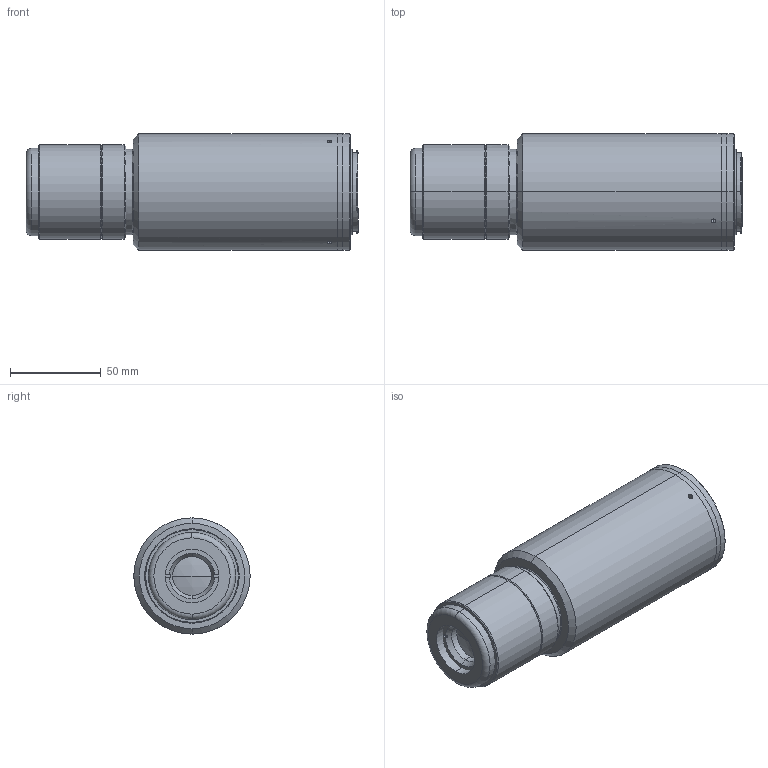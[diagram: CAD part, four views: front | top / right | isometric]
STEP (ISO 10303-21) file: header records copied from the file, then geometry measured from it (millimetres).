
FILE_DESCRIPTION (( 'STEP AP203' ), '1' );
FILE_NAME ('DP23011_MC4K150X-F.step', '2020-09-10T12:44:37', ( '' ), ( '' ), 'SwSTEP 2.0', 'SolidWorks 2020', '' );
FILE_SCHEMA (( 'CONFIG_CONTROL_DESIGN' ));
Length unit declared in the file: millimetre
Products named in the file (1): DP23011_MC4K150X-F
Bounding box: 182.85 x 64 x 64 mm (x, y, z)
Surface area: 69529.3 mm2 (no closed solid volume)
Topology: 0 solids, 10 shells, 104 faces, 296 edges, 203 vertices
Faces by surface type: cylinder 49, plane 29, cone 22, sphere 2, torus 2
Entity records: 3924 total; most frequent: CARTESIAN_POINT 1089, DIRECTION 624, ORIENTED_EDGE 496, EDGE_CURVE 296, AXIS2_PLACEMENT_3D 252, VERTEX_POINT 203, CIRCLE 147, EDGE_LOOP 125
